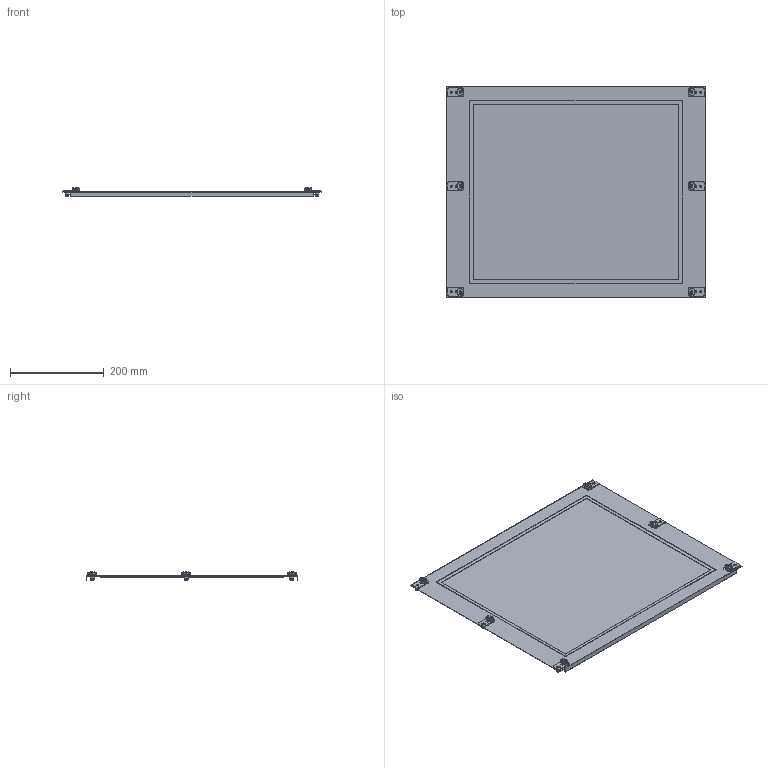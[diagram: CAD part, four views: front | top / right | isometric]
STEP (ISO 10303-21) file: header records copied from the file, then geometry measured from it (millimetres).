
FILE_DESCRIPTION((''),'2;1');
FILE_NAME('001340057_CP_1_4_3_PF_ASM','2023-01-23T10:21:28',('klemen.sitar'),('Audax d.o.o.'),'CREO PARAMETRIC BY PTC INC, 2021304','CREO PARAMETRIC BY PTC INC, 2021304','');
FILE_SCHEMA(('AP242_MANAGED_MODEL_BASED_3D_ENGINEERING_MIM_LF { 1 0 10303 442 1 1 4 }'));
Products named in the file (24): PRT0002_1_1_1_1_1_1_1_1_1_1_1_1; PRT0002_1_1_1_1_2_1_1_1_1_1_1_1; PRT0003_1_1_1_1_1_2_3_1_1_1_1_1; 001101443_CP_1_3_F_ASM_1_ASM_1__ASM; PRT0002_1_1_1_1_1_1_2_3_1_1_1_3; PRT0003_1_1_1_1_1_1_2_3_1_1_1_3; BLACK_PIN_ASM_1_ASM_1_ASM_1_A_8_ASM; PRT0002_1_1_1_1_1; PRT0002_1_1_1_1_1_1_2_1_1_-2688; PRT0003_1_1_1_1_1_1_2_1_1_-4659; BLACK_PIN_ASM_1_ASM_1_ASM_1_A_5_ASM; 001340057_CP_1_4_3_PF_ASM_1_ASM; PRT0002_1_1_1_1_2_3_1_1_1_1_1_1; PRT0003_1_1_1_1_1_1_2_3_4_5_1_1; 001101443_CP_1_3_F_ASM_1_ASM__2_ASM; PRT0002_1_1_1_1_1_1_2_1_1-176_2; PRT0003_1_1_1_1_1_1_2_1_1-196_2; BLACK_PIN_ASM_1_ASM_1_ASM_1_A_2_ASM; PRT0002_1_1_1_1_1_1_2_3_1_1_1_1; PRT0003_1_1_1_1_1_1_2_3_1_1_1_1; BLACK_PIN_ASM_1_ASM_1_ASM_1_A_3_ASM; 001340057_CP_1_4_3_PF_ASM_1_1_ASM; ASM0001_ASM; 001340057_CP_1_4_3_PF_ASM
Assembly tree (23 placements, depth 5):
  001340057_CP_1_4_3_PF_ASM
    001340057_CP_1_4_3_PF_ASM_1_ASM
      PRT0002_1_1_1_1_1_1_1_1_1_1_1_1
      001101443_CP_1_3_F_ASM_1_ASM_1__ASM
        PRT0002_1_1_1_1_2_1_1_1_1_1_1_1
        PRT0003_1_1_1_1_1_2_3_1_1_1_1_1
      BLACK_PIN_ASM_1_ASM_1_ASM_1_A_8_ASM
        PRT0002_1_1_1_1_1_1_2_3_1_1_1_3
        PRT0003_1_1_1_1_1_1_2_3_1_1_1_3
      PRT0002_1_1_1_1_1
      BLACK_PIN_ASM_1_ASM_1_ASM_1_A_5_ASM
        PRT0002_1_1_1_1_1_1_2_1_1_-2688
        PRT0003_1_1_1_1_1_1_2_1_1_-4659
    ASM0001_ASM
      001340057_CP_1_4_3_PF_ASM_1_1_ASM
        001101443_CP_1_3_F_ASM_1_ASM__2_ASM
          PRT0002_1_1_1_1_2_3_1_1_1_1_1_1
          PRT0003_1_1_1_1_1_1_2_3_4_5_1_1
        BLACK_PIN_ASM_1_ASM_1_ASM_1_A_2_ASM
          PRT0002_1_1_1_1_1_1_2_1_1-176_2
          PRT0003_1_1_1_1_1_1_2_1_1-196_2
        BLACK_PIN_ASM_1_ASM_1_ASM_1_A_3_ASM
          PRT0002_1_1_1_1_1_1_2_3_1_1_1_1
          PRT0003_1_1_1_1_1_1_2_3_1_1_1_1
Bounding box: 550 x 450 x 18.6 mm (x, y, z)
Volume: 288258.7 mm3; surface area: 565304.2 mm2
Topology: 14 solids, 14 shells, 538 faces, 1930 edges, 1828 vertices
Faces by surface type: plane 347, cylinder 179, cone 12
Entity records: 48604 total; most frequent: PRESENTATION_LAYER_ASSIGNMENT 11251, CARTESIAN_POINT 4820, DIRECTION 3982, ORIENTED_EDGE 3060, PRESENTATION_STYLE_ASSIGNMENT 2363, STYLED_ITEM 2363, CURVE_STYLE 2344, EDGE_CURVE 1530
